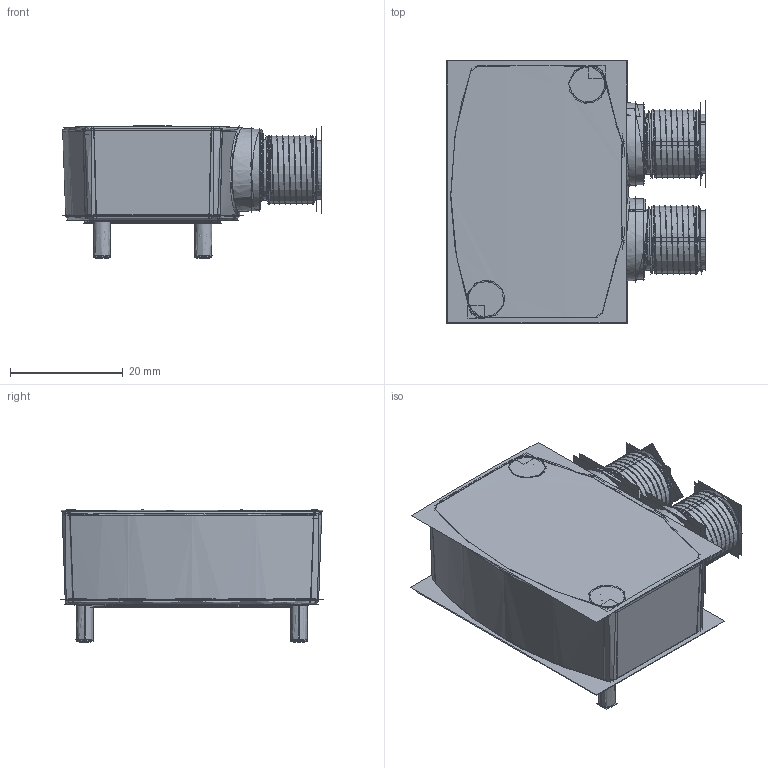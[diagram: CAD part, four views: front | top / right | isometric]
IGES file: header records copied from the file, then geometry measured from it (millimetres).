
Start section:  PTC IGES file: 216563.igs
Global section: file name: 216563.igs; native system: Creo Parametric by PTC Inc.; preprocessor: 2019292; author: PDMAdmin; organization: Unknown; date: 20200311.142709; units: millimetre
Bounding box: 46.03 x 46.7 x 23.49 mm (x, y, z)
Surface area: 167489.8 mm2
Topology: 1 solids, 3 shells, 1064 faces, 7081 edges, 10202 vertices
Faces by surface type: revolution 660, bspline 404
